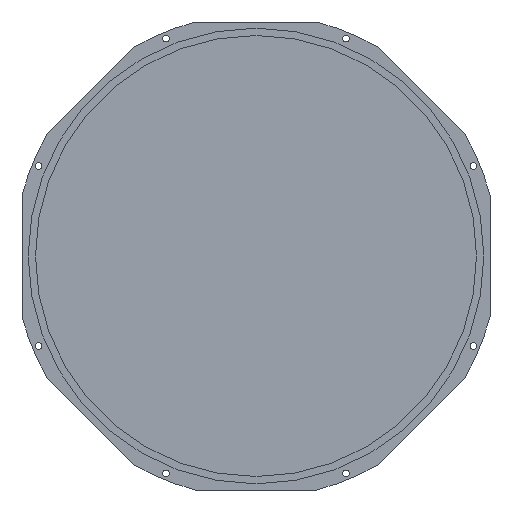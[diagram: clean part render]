
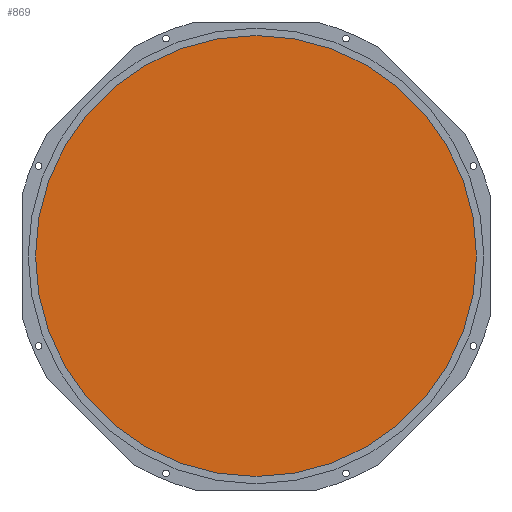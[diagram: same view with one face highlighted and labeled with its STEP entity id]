
A CAD part, front view. The second image highlights one B-rep face of the part: STEP entity #869.
In plain terms, the highlighted planar face has unit normal (0, -1, 0).
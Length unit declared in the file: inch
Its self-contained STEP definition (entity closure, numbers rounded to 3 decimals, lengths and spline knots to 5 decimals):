
#51 = CIRCLE ( 'NONE', #1352, 4.5375 ) ;
#109 = PLANE ( 'NONE',  #1012 ) ;
#114 = ORIENTED_EDGE ( 'NONE', *, *, #1023, .T. ) ;
#151 = DIRECTION ( 'NONE',  ( 0., -1., 0. ) ) ;
#202 = CARTESIAN_POINT ( 'NONE',  ( 0., 0., 0. ) ) ;
#205 = AXIS2_PLACEMENT_3D ( 'NONE', #262, #151, #1286 ) ;
#262 = CARTESIAN_POINT ( 'NONE',  ( 0., 0., 0. ) ) ;
#307 = CARTESIAN_POINT ( 'NONE',  ( 0., 0., 4.5375 ) ) ;
#358 = DIRECTION ( 'NONE',  ( 0., -1., 0. ) ) ;
#465 = CARTESIAN_POINT ( 'NONE',  ( 0., 0., 0. ) ) ;
#486 = CARTESIAN_POINT ( 'NONE',  ( 0., 0., -4.5375 ) ) ;
#610 = ORIENTED_EDGE ( 'NONE', *, *, #754, .T. ) ;
#640 = CIRCLE ( 'NONE', #205, 4.5375 ) ;
#732 = EDGE_LOOP ( 'NONE', ( #114, #610 ) ) ;
#754 = EDGE_CURVE ( 'NONE', #1350, #1253, #51, .T. ) ;
#869 = ADVANCED_FACE ( 'NONE', ( #921 ), #109, .F. ) ;
#921 = FACE_OUTER_BOUND ( 'NONE', #732, .T. ) ;
#933 = DIRECTION ( 'NONE',  ( 0., 0., 1. ) ) ;
#1012 = AXIS2_PLACEMENT_3D ( 'NONE', #202, #1052, #933 ) ;
#1023 = EDGE_CURVE ( 'NONE', #1253, #1350, #640, .T. ) ;
#1052 = DIRECTION ( 'NONE',  ( 0., 1., 0. ) ) ;
#1097 = DIRECTION ( 'NONE',  ( 0., 0., -1. ) ) ;
#1253 = VERTEX_POINT ( 'NONE', #486 ) ;
#1286 = DIRECTION ( 'NONE',  ( 0., 0., -1. ) ) ;
#1350 = VERTEX_POINT ( 'NONE', #307 ) ;
#1352 = AXIS2_PLACEMENT_3D ( 'NONE', #465, #358, #1097 ) ;
